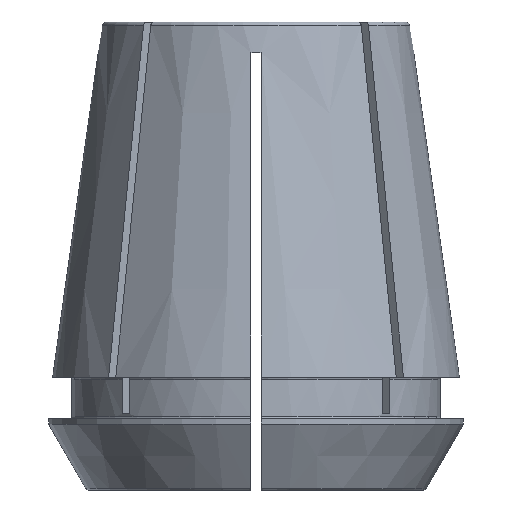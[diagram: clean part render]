
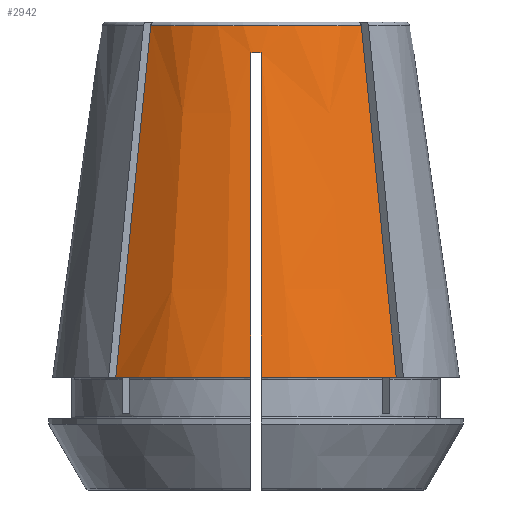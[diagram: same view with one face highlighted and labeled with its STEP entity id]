
A CAD part, left-side view. The second image highlights one B-rep face of the part: STEP entity #2942.
In plain terms, the highlighted conical face has half-angle 8 degrees and reference radius 15.095 mm.
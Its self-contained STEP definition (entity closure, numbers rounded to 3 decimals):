
#20=CONICAL_SURFACE('',#3140,15.095,0.14);
#120=B_SPLINE_CURVE_WITH_KNOTS('',3,(#4425,#4426,#4427,#4428,#4429,#4430,
#4431),.UNSPECIFIED.,.F.,.F.,(4,3,4),(0.,0.027,
0.035),.UNSPECIFIED.);
#121=B_SPLINE_CURVE_WITH_KNOTS('',3,(#4435,#4436,#4437,#4438,#4439,#4440,
#4441,#4442,#4443,#4444),.UNSPECIFIED.,.F.,.F.,(4,3,3,4),(0.024,
0.028,0.056,0.057),.UNSPECIFIED.);
#122=B_SPLINE_CURVE_WITH_KNOTS('',3,(#4448,#4449,#4450,#4451,#4452,#4453,
#4454,#4455,#4456,#4457),.UNSPECIFIED.,.F.,.F.,(4,3,3,4),(0.024,
0.028,0.056,0.057),.UNSPECIFIED.);
#123=B_SPLINE_CURVE_WITH_KNOTS('',3,(#4461,#4462,#4463,#4464,#4465,#4466,
#4467),.UNSPECIFIED.,.F.,.F.,(4,3,4),(0.,0.027,
0.035),.UNSPECIFIED.);
#293=CIRCLE('',#3141,15.144);
#294=CIRCLE('',#3142,20.);
#295=CIRCLE('',#3143,15.517);
#296=CIRCLE('',#3144,20.);
#492=ORIENTED_EDGE('',*,*,#1449,.F.);
#493=ORIENTED_EDGE('',*,*,#1450,.T.);
#494=ORIENTED_EDGE('',*,*,#1451,.T.);
#495=ORIENTED_EDGE('',*,*,#1452,.F.);
#496=ORIENTED_EDGE('',*,*,#1453,.F.);
#497=ORIENTED_EDGE('',*,*,#1454,.T.);
#498=ORIENTED_EDGE('',*,*,#1455,.T.);
#499=ORIENTED_EDGE('',*,*,#1456,.F.);
#1449=EDGE_CURVE('',#1926,#1927,#293,.T.);
#1450=EDGE_CURVE('',#1926,#1928,#120,.T.);
#1451=EDGE_CURVE('',#1928,#1929,#294,.T.);
#1452=EDGE_CURVE('',#1930,#1929,#121,.T.);
#1453=EDGE_CURVE('',#1931,#1930,#295,.T.);
#1454=EDGE_CURVE('',#1931,#1932,#122,.T.);
#1455=EDGE_CURVE('',#1932,#1933,#296,.T.);
#1456=EDGE_CURVE('',#1927,#1933,#123,.T.);
#1926=VERTEX_POINT('',#4423);
#1927=VERTEX_POINT('',#4424);
#1928=VERTEX_POINT('',#4432);
#1929=VERTEX_POINT('',#4434);
#1930=VERTEX_POINT('',#4445);
#1931=VERTEX_POINT('',#4447);
#1932=VERTEX_POINT('',#4458);
#1933=VERTEX_POINT('',#4460);
#2590=EDGE_LOOP('',(#492,#493,#494,#495,#496,#497,#498,#499));
#2750=FACE_BOUND('',#2590,.T.);
#2942=ADVANCED_FACE('',(#2750),#20,.T.);
#3140=AXIS2_PLACEMENT_3D('',#4421,#3525,#3526);
#3141=AXIS2_PLACEMENT_3D('',#4422,#3527,#3528);
#3142=AXIS2_PLACEMENT_3D('',#4433,#3529,#3530);
#3143=AXIS2_PLACEMENT_3D('',#4446,#3531,#3532);
#3144=AXIS2_PLACEMENT_3D('',#4459,#3533,#3534);
#3525=DIRECTION('',(0.,0.,-1.));
#3526=DIRECTION('',(-1.,0.,0.));
#3527=DIRECTION('',(0.,0.,1.));
#3528=DIRECTION('',(1.,0.,0.));
#3529=DIRECTION('',(0.,0.,1.));
#3530=DIRECTION('',(1.,0.,0.));
#3531=DIRECTION('',(0.,0.,-1.));
#3532=DIRECTION('',(-1.,0.,0.));
#3533=DIRECTION('',(0.,0.,1.));
#3534=DIRECTION('',(1.,0.,0.));
#4421=CARTESIAN_POINT('',(0.,0.,39.));
#4422=CARTESIAN_POINT('',(0.,0.,38.656));
#4423=CARTESIAN_POINT('',(-11.056,10.349,38.656));
#4424=CARTESIAN_POINT('',(-11.056,-10.349,38.656));
#4425=CARTESIAN_POINT('',(-11.056,10.349,38.656));
#4426=CARTESIAN_POINT('',(-11.928,11.221,29.88));
#4427=CARTESIAN_POINT('',(-12.801,12.094,21.104));
#4428=CARTESIAN_POINT('',(-13.673,12.966,12.328));
#4429=CARTESIAN_POINT('',(-13.946,13.239,9.585));
#4430=CARTESIAN_POINT('',(-14.219,13.512,6.843));
#4431=CARTESIAN_POINT('',(-14.491,13.784,4.1));
#4432=CARTESIAN_POINT('',(-14.491,13.784,4.1));
#4433=CARTESIAN_POINT('',(0.,0.,4.1));
#4434=CARTESIAN_POINT('',(-19.994,0.5,4.1));
#4435=CARTESIAN_POINT('',(-15.509,0.5,36.));
#4436=CARTESIAN_POINT('',(-15.689,0.5,34.72));
#4437=CARTESIAN_POINT('',(-15.869,0.5,33.44));
#4438=CARTESIAN_POINT('',(-16.049,0.5,32.16));
#4439=CARTESIAN_POINT('',(-17.357,0.5,22.855));
#4440=CARTESIAN_POINT('',(-18.665,0.5,13.55));
#4441=CARTESIAN_POINT('',(-19.973,0.5,4.245));
#4442=CARTESIAN_POINT('',(-19.98,0.5,4.197));
#4443=CARTESIAN_POINT('',(-19.987,0.5,4.148));
#4444=CARTESIAN_POINT('',(-19.994,0.5,4.1));
#4445=CARTESIAN_POINT('',(-15.509,0.5,36.));
#4446=CARTESIAN_POINT('',(0.,0.,36.));
#4447=CARTESIAN_POINT('',(-15.509,-0.5,36.));
#4448=CARTESIAN_POINT('',(-15.509,-0.5,36.));
#4449=CARTESIAN_POINT('',(-15.689,-0.5,34.72));
#4450=CARTESIAN_POINT('',(-15.869,-0.5,33.44));
#4451=CARTESIAN_POINT('',(-16.049,-0.5,32.16));
#4452=CARTESIAN_POINT('',(-17.357,-0.5,22.855));
#4453=CARTESIAN_POINT('',(-18.665,-0.5,13.55));
#4454=CARTESIAN_POINT('',(-19.973,-0.5,4.245));
#4455=CARTESIAN_POINT('',(-19.98,-0.5,4.197));
#4456=CARTESIAN_POINT('',(-19.987,-0.5,4.148));
#4457=CARTESIAN_POINT('',(-19.994,-0.5,4.1));
#4458=CARTESIAN_POINT('',(-19.994,-0.5,4.1));
#4459=CARTESIAN_POINT('',(0.,0.,4.1));
#4460=CARTESIAN_POINT('',(-14.491,-13.784,4.1));
#4461=CARTESIAN_POINT('',(-11.056,-10.349,38.656));
#4462=CARTESIAN_POINT('',(-11.928,-11.221,29.88));
#4463=CARTESIAN_POINT('',(-12.801,-12.094,21.104));
#4464=CARTESIAN_POINT('',(-13.673,-12.966,12.328));
#4465=CARTESIAN_POINT('',(-13.946,-13.239,9.585));
#4466=CARTESIAN_POINT('',(-14.219,-13.512,6.843));
#4467=CARTESIAN_POINT('',(-14.491,-13.784,4.1));
